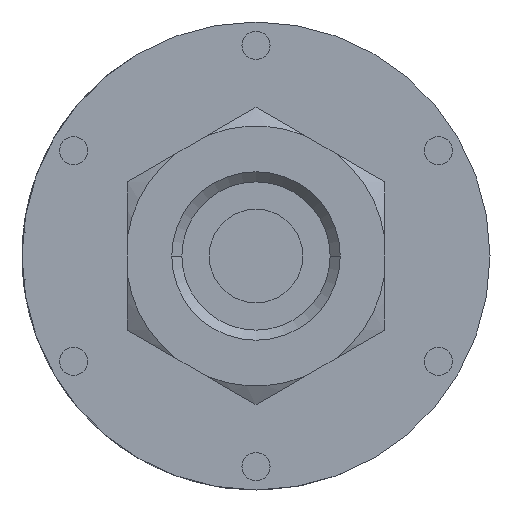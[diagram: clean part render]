
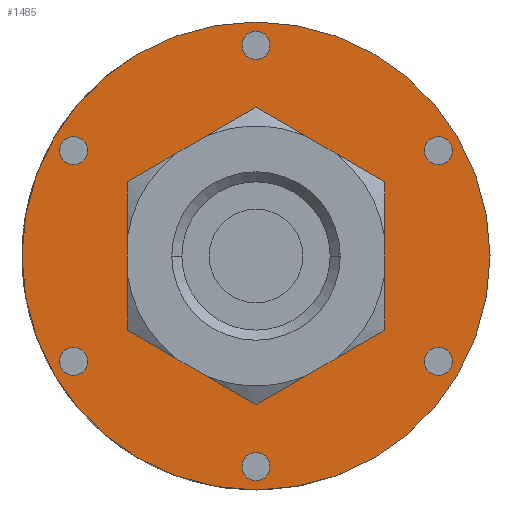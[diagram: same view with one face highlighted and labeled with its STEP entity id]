
A CAD part, front view. The second image highlights one B-rep face of the part: STEP entity #1485.
In plain terms, the highlighted planar face has unit normal (0, -1, 0).
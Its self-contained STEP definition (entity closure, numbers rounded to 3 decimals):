
#616=FACE_BOUND('',#2406,.F.);
#617=FACE_BOUND('',#2407,.F.);
#618=FACE_BOUND('',#2408,.F.);
#619=FACE_BOUND('',#2409,.F.);
#620=FACE_BOUND('',#2410,.F.);
#621=FACE_BOUND('',#2411,.F.);
#622=FACE_BOUND('',#2412,.F.);
#723=PLANE('',#10443);
#1485=ADVANCED_FACE('',(#616,#617,#618,#619,#620,#621,#622,#1940),#723,.T.);
#1940=FACE_OUTER_BOUND('',#2413,.F.);
#2406=EDGE_LOOP('',(#3585,#3586));
#2407=EDGE_LOOP('',(#3587,#3588));
#2408=EDGE_LOOP('',(#3589,#3590));
#2409=EDGE_LOOP('',(#3591,#3592));
#2410=EDGE_LOOP('',(#3593,#3594));
#2411=EDGE_LOOP('',(#3595,#3596));
#2412=EDGE_LOOP('',(#3597,#3598));
#2413=EDGE_LOOP('',(#3599,#3600));
#3585=ORIENTED_EDGE('',*,*,#7307,.T.);
#3586=ORIENTED_EDGE('',*,*,#7306,.T.);
#3587=ORIENTED_EDGE('',*,*,#7311,.T.);
#3588=ORIENTED_EDGE('',*,*,#7310,.T.);
#3589=ORIENTED_EDGE('',*,*,#7315,.T.);
#3590=ORIENTED_EDGE('',*,*,#7314,.T.);
#3591=ORIENTED_EDGE('',*,*,#7324,.T.);
#3592=ORIENTED_EDGE('',*,*,#7317,.T.);
#3593=ORIENTED_EDGE('',*,*,#7313,.T.);
#3594=ORIENTED_EDGE('',*,*,#7312,.T.);
#3595=ORIENTED_EDGE('',*,*,#7309,.T.);
#3596=ORIENTED_EDGE('',*,*,#7308,.T.);
#3597=ORIENTED_EDGE('',*,*,#7305,.T.);
#3598=ORIENTED_EDGE('',*,*,#7304,.T.);
#3599=ORIENTED_EDGE('',*,*,#7325,.F.);
#3600=ORIENTED_EDGE('',*,*,#7318,.F.);
#7304=EDGE_CURVE('',#8689,#8688,#8126,.T.);
#7305=EDGE_CURVE('',#8688,#8689,#8127,.T.);
#7306=EDGE_CURVE('',#8687,#8686,#8128,.T.);
#7307=EDGE_CURVE('',#8686,#8687,#8129,.T.);
#7308=EDGE_CURVE('',#8685,#8684,#8130,.T.);
#7309=EDGE_CURVE('',#8684,#8685,#8131,.T.);
#7310=EDGE_CURVE('',#8683,#8682,#8132,.T.);
#7311=EDGE_CURVE('',#8682,#8683,#8133,.T.);
#7312=EDGE_CURVE('',#8681,#8680,#8134,.T.);
#7313=EDGE_CURVE('',#8680,#8681,#8135,.T.);
#7314=EDGE_CURVE('',#8679,#8678,#8136,.T.);
#7315=EDGE_CURVE('',#8678,#8679,#8137,.T.);
#7317=EDGE_CURVE('',#8675,#8674,#8139,.T.);
#7318=EDGE_CURVE('',#8673,#8672,#8140,.T.);
#7324=EDGE_CURVE('',#8674,#8675,#8142,.T.);
#7325=EDGE_CURVE('',#8672,#8673,#8143,.T.);
#8126=CIRCLE('',#10418,3.);
#8127=CIRCLE('',#10419,3.);
#8128=CIRCLE('',#10420,3.);
#8129=CIRCLE('',#10421,3.);
#8130=CIRCLE('',#10422,3.);
#8131=CIRCLE('',#10423,3.);
#8132=CIRCLE('',#10424,3.);
#8133=CIRCLE('',#10425,3.);
#8134=CIRCLE('',#10426,3.);
#8135=CIRCLE('',#10427,3.);
#8136=CIRCLE('',#10428,3.);
#8137=CIRCLE('',#10429,3.);
#8139=CIRCLE('',#10431,18.);
#8140=CIRCLE('',#10432,50.);
#8142=CIRCLE('',#10434,18.);
#8143=CIRCLE('',#10435,50.);
#8672=VERTEX_POINT('',#14817);
#8673=VERTEX_POINT('',#14818);
#8674=VERTEX_POINT('',#14819);
#8675=VERTEX_POINT('',#14820);
#8678=VERTEX_POINT('',#14823);
#8679=VERTEX_POINT('',#14824);
#8680=VERTEX_POINT('',#14825);
#8681=VERTEX_POINT('',#14826);
#8682=VERTEX_POINT('',#14827);
#8683=VERTEX_POINT('',#14828);
#8684=VERTEX_POINT('',#14829);
#8685=VERTEX_POINT('',#14830);
#8686=VERTEX_POINT('',#14831);
#8687=VERTEX_POINT('',#14832);
#8688=VERTEX_POINT('',#14833);
#8689=VERTEX_POINT('',#14834);
#10418=AXIS2_PLACEMENT_3D('',#14962,#12445,#12446);
#10419=AXIS2_PLACEMENT_3D('',#14963,#12447,#12448);
#10420=AXIS2_PLACEMENT_3D('',#14964,#12449,#12450);
#10421=AXIS2_PLACEMENT_3D('',#14965,#12451,#12452);
#10422=AXIS2_PLACEMENT_3D('',#14966,#12453,#12454);
#10423=AXIS2_PLACEMENT_3D('',#14967,#12455,#12456);
#10424=AXIS2_PLACEMENT_3D('',#14968,#12457,#12458);
#10425=AXIS2_PLACEMENT_3D('',#14969,#12459,#12460);
#10426=AXIS2_PLACEMENT_3D('',#14970,#12461,#12462);
#10427=AXIS2_PLACEMENT_3D('',#14971,#12463,#12464);
#10428=AXIS2_PLACEMENT_3D('',#14972,#12465,#12466);
#10429=AXIS2_PLACEMENT_3D('',#14973,#12467,#12468);
#10431=AXIS2_PLACEMENT_3D('',#14975,#12471,#12472);
#10432=AXIS2_PLACEMENT_3D('',#14976,#12473,#12474);
#10434=AXIS2_PLACEMENT_3D('',#14982,#12481,#12482);
#10435=AXIS2_PLACEMENT_3D('',#14983,#12483,#12484);
#10443=AXIS2_PLACEMENT_3D('',#15007,#12515,#12516);
#12445=DIRECTION('',(0.,-1.,0.));
#12446=DIRECTION('',(-0.5,0.,0.866));
#12447=DIRECTION('',(0.,-1.,0.));
#12448=DIRECTION('',(0.5,0.,-0.866));
#12449=DIRECTION('',(0.,-1.,0.));
#12450=DIRECTION('',(-1.,0.,0.));
#12451=DIRECTION('',(0.,-1.,0.));
#12452=DIRECTION('',(1.,0.,0.));
#12453=DIRECTION('',(0.,-1.,0.));
#12454=DIRECTION('',(-0.5,0.,-0.866));
#12455=DIRECTION('',(0.,-1.,0.));
#12456=DIRECTION('',(0.5,0.,0.866));
#12457=DIRECTION('',(0.,-1.,0.));
#12458=DIRECTION('',(0.5,0.,-0.866));
#12459=DIRECTION('',(0.,-1.,0.));
#12460=DIRECTION('',(-0.5,0.,0.866));
#12461=DIRECTION('',(0.,-1.,0.));
#12462=DIRECTION('',(1.,0.,0.));
#12463=DIRECTION('',(0.,-1.,0.));
#12464=DIRECTION('',(-1.,0.,0.));
#12465=DIRECTION('',(0.,-1.,0.));
#12466=DIRECTION('',(0.5,0.,0.866));
#12467=DIRECTION('',(0.,-1.,0.));
#12468=DIRECTION('',(-0.5,0.,-0.866));
#12471=DIRECTION('',(0.,-1.,0.));
#12472=DIRECTION('',(-0.5,0.,0.866));
#12473=DIRECTION('',(0.,-1.,0.));
#12474=DIRECTION('',(-0.5,0.,0.866));
#12481=DIRECTION('',(0.,-1.,0.));
#12482=DIRECTION('',(0.5,0.,-0.866));
#12483=DIRECTION('',(0.,-1.,0.));
#12484=DIRECTION('',(0.5,0.,-0.866));
#12515=DIRECTION('',(0.,-1.,0.));
#12516=DIRECTION('',(-0.866,0.,-0.5));
#14817=CARTESIAN_POINT('',(25.,-25.,-43.301));
#14818=CARTESIAN_POINT('',(-25.,-25.,43.301));
#14819=CARTESIAN_POINT('',(9.,-25.,-15.588));
#14820=CARTESIAN_POINT('',(-9.,-25.,15.588));
#14823=CARTESIAN_POINT('',(-40.471,-25.,19.902));
#14824=CARTESIAN_POINT('',(-37.471,-25.,25.098));
#14825=CARTESIAN_POINT('',(-3.,-25.,45.));
#14826=CARTESIAN_POINT('',(3.,-25.,45.));
#14827=CARTESIAN_POINT('',(37.471,-25.,25.098));
#14828=CARTESIAN_POINT('',(40.471,-25.,19.902));
#14829=CARTESIAN_POINT('',(40.471,-25.,-19.902));
#14830=CARTESIAN_POINT('',(37.471,-25.,-25.098));
#14831=CARTESIAN_POINT('',(3.,-25.,-45.));
#14832=CARTESIAN_POINT('',(-3.,-25.,-45.));
#14833=CARTESIAN_POINT('',(-37.471,-25.,-25.098));
#14834=CARTESIAN_POINT('',(-40.471,-25.,-19.902));
#14962=CARTESIAN_POINT('',(-38.971,-25.,-22.5));
#14963=CARTESIAN_POINT('',(-38.971,-25.,-22.5));
#14964=CARTESIAN_POINT('',(0.,-25.,-45.));
#14965=CARTESIAN_POINT('',(0.,-25.,-45.));
#14966=CARTESIAN_POINT('',(38.971,-25.,-22.5));
#14967=CARTESIAN_POINT('',(38.971,-25.,-22.5));
#14968=CARTESIAN_POINT('',(38.971,-25.,22.5));
#14969=CARTESIAN_POINT('',(38.971,-25.,22.5));
#14970=CARTESIAN_POINT('',(0.,-25.,45.));
#14971=CARTESIAN_POINT('',(0.,-25.,45.));
#14972=CARTESIAN_POINT('',(-38.971,-25.,22.5));
#14973=CARTESIAN_POINT('',(-38.971,-25.,22.5));
#14975=CARTESIAN_POINT('',(0.,-25.,0.));
#14976=CARTESIAN_POINT('',(0.,-25.,0.));
#14982=CARTESIAN_POINT('',(0.,-25.,0.));
#14983=CARTESIAN_POINT('',(0.,-25.,0.));
#15007=CARTESIAN_POINT('',(18.667,-25.,69.667));
